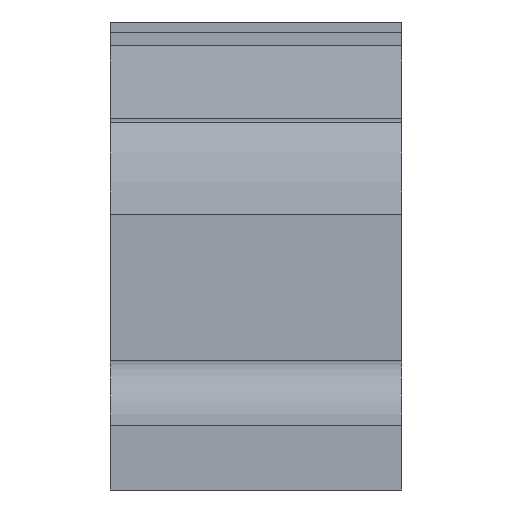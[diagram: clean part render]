
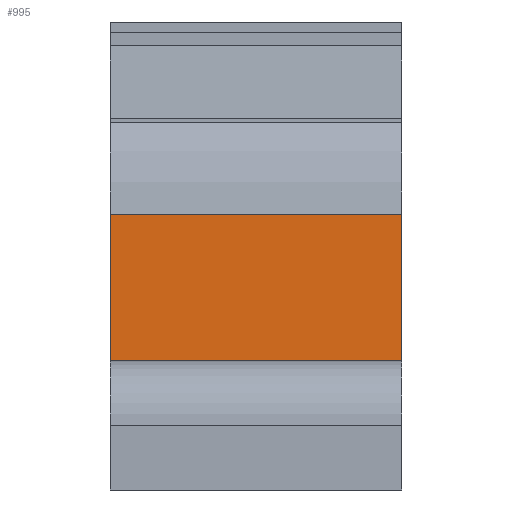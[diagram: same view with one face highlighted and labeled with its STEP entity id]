
A CAD part, left-side view. The second image highlights one B-rep face of the part: STEP entity #995.
In plain terms, the highlighted planar face has unit normal (-1, 0, 0).
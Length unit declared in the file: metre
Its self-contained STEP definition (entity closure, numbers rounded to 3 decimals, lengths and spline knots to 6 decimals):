
#157=ORIENTED_EDGE('',*,*,#423,.T.);
#158=ORIENTED_EDGE('',*,*,#424,.F.);
#159=ORIENTED_EDGE('',*,*,#425,.F.);
#160=ORIENTED_EDGE('',*,*,#421,.T.);
#421=EDGE_CURVE('',#543,#542,#653,.T.);
#423=EDGE_CURVE('',#542,#544,#654,.T.);
#424=EDGE_CURVE('',#545,#544,#655,.T.);
#425=EDGE_CURVE('',#543,#545,#656,.T.);
#542=VERTEX_POINT('',#1544);
#543=VERTEX_POINT('',#1546);
#544=VERTEX_POINT('',#1550);
#545=VERTEX_POINT('',#1552);
#653=LINE('',#1545,#768);
#654=LINE('',#1549,#769);
#655=LINE('',#1551,#770);
#656=LINE('',#1553,#771);
#768=VECTOR('',#1252,1.);
#769=VECTOR('',#1257,1.);
#770=VECTOR('',#1258,1.);
#771=VECTOR('',#1259,1.);
#845=EDGE_LOOP('',(#157,#158,#159,#160));
#902=FACE_BOUND('',#845,.T.);
#953=PLANE('',#1071);
#995=ADVANCED_FACE('',(#902),#953,.F.);
#1071=AXIS2_PLACEMENT_3D('',#1548,#1255,#1256);
#1252=DIRECTION('',(0.,1.,0.));
#1255=DIRECTION('',(1.,0.,0.));
#1256=DIRECTION('',(0.,0.,-1.));
#1257=DIRECTION('',(0.,0.,-1.));
#1258=DIRECTION('',(0.,1.,0.));
#1259=DIRECTION('',(0.,0.,-1.));
#1544=CARTESIAN_POINT('',(-0.046123,0.,0.008274));
#1545=CARTESIAN_POINT('',(-0.046123,-0.009,0.008274));
#1546=CARTESIAN_POINT('',(-0.046123,-0.009,0.008274));
#1548=CARTESIAN_POINT('',(-0.046123,-0.009,0.006011));
#1549=CARTESIAN_POINT('',(-0.046123,0.,0.006011));
#1550=CARTESIAN_POINT('',(-0.046123,0.,0.003749));
#1551=CARTESIAN_POINT('',(-0.046123,-0.009,0.003749));
#1552=CARTESIAN_POINT('',(-0.046123,-0.009,0.003749));
#1553=CARTESIAN_POINT('',(-0.046123,-0.009,0.006011));
